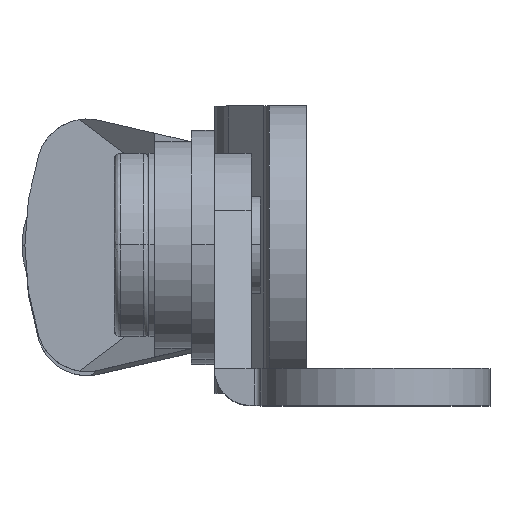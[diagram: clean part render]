
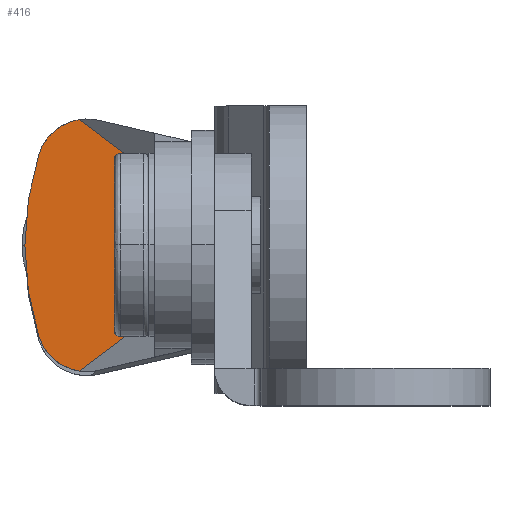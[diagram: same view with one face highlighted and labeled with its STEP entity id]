
A CAD part, top view. The second image highlights one B-rep face of the part: STEP entity #416.
In plain terms, the highlighted planar face has unit normal (0, 0, 1).
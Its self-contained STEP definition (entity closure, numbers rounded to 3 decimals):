
#416=ADVANCED_FACE('',(#1410),#1409,.F.);
#1409=PLANE('',#2499);
#1410=FACE_OUTER_BOUND('',#2500,.T.);
#2496=CARTESIAN_POINT('',(5.058,-13.136,92.2));
#2497=DIRECTION('',(0.,0.,-1.));
#2498=DIRECTION('',(-1.,0.,0.));
#2499=AXIS2_PLACEMENT_3D('',#2496,#2497,#2498);
#2500=EDGE_LOOP('',(#3444,#3445,#3446,#3447,#3448,#3449));
#3444=ORIENTED_EDGE('',*,*,#3918,.F.);
#3445=ORIENTED_EDGE('',*,*,#3942,.F.);
#3446=ORIENTED_EDGE('',*,*,#3929,.F.);
#3447=ORIENTED_EDGE('',*,*,#3943,.F.);
#3448=ORIENTED_EDGE('',*,*,#3920,.F.);
#3449=ORIENTED_EDGE('',*,*,#3900,.F.);
#3900=EDGE_CURVE('',#5421,#5428,#5429,.T.);
#3918=EDGE_CURVE('',#5543,#5421,#5550,.T.);
#3920=EDGE_CURVE('',#5428,#5562,#5563,.T.);
#3929=EDGE_CURVE('',#5617,#5624,#5625,.T.);
#3942=EDGE_CURVE('',#5624,#5543,#5707,.T.);
#3943=EDGE_CURVE('',#5562,#5617,#5713,.T.);
#5421=VERTEX_POINT('',#7251);
#5428=VERTEX_POINT('',#7255);
#5429=CIRCLE('',#7259,26.323);
#5543=VERTEX_POINT('',#7329);
#5550=CIRCLE('',#7336,4.397);
#5562=VERTEX_POINT('',#7340);
#5563=CIRCLE('',#7344,4.397);
#5617=VERTEX_POINT('',#7372);
#5624=VERTEX_POINT('',#7376);
#5625=LINE('',#7377,#7378);
#5707=LINE('',#7423,#7424);
#5713=LINE('',#7426,#7427);
#7251=CARTESIAN_POINT('',(-6.278,-7.927,92.2));
#7255=CARTESIAN_POINT('',(-6.278,7.927,92.2));
#7256=CARTESIAN_POINT('',(18.823,0.,92.2));
#7257=DIRECTION('',(0.,0.,-1.));
#7258=DIRECTION('',(1.,0.,0.));
#7259=AXIS2_PLACEMENT_3D('',#7256,#7257,#7258);
#7329=CARTESIAN_POINT('',(-2.766,-10.947,92.2));
#7333=CARTESIAN_POINT('',(-2.085,-6.603,92.2));
#7334=DIRECTION('',(0.,0.,-1.));
#7335=DIRECTION('',(1.,0.,0.));
#7336=AXIS2_PLACEMENT_3D('',#7333,#7334,#7335);
#7340=CARTESIAN_POINT('',(-2.766,10.947,92.2));
#7341=CARTESIAN_POINT('',(-2.085,6.603,92.2));
#7342=DIRECTION('',(0.,0.,-1.));
#7343=DIRECTION('',(1.,0.,0.));
#7344=AXIS2_PLACEMENT_3D('',#7341,#7342,#7343);
#7372=CARTESIAN_POINT('',(3.8,6.,92.2));
#7376=CARTESIAN_POINT('',(3.8,-6.,92.2));
#7377=CARTESIAN_POINT('',(3.8,6.,92.2));
#7378=VECTOR('',#7379,12.);
#7379=DIRECTION('',(0.,-1.,0.));
#7423=CARTESIAN_POINT('',(3.8,-6.,92.2));
#7424=VECTOR('',#7425,8.221);
#7425=DIRECTION('',(-0.799,-0.602,0.));
#7426=CARTESIAN_POINT('',(-2.766,10.947,92.2));
#7427=VECTOR('',#7428,8.221);
#7428=DIRECTION('',(0.799,-0.602,0.));
